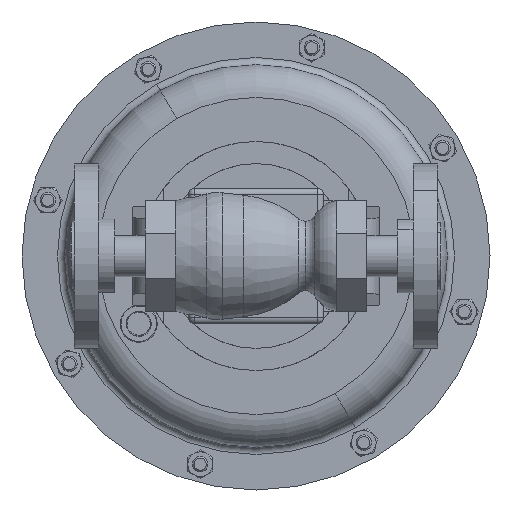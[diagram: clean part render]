
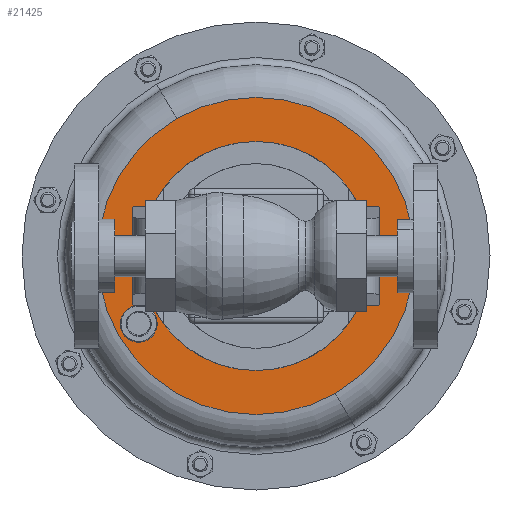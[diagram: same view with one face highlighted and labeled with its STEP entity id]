
A CAD part, front view. The second image highlights one B-rep face of the part: STEP entity #21425.
In plain terms, the highlighted planar face has unit normal (0, -1, 0).
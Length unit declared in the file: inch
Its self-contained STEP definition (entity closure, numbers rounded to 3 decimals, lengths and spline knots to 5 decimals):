
#194 = DIRECTION ( 'NONE',  ( 0., 0., -1. ) ) ;
#233 = CIRCLE ( 'NONE', #6042, 0.375 ) ;
#1043 = CARTESIAN_POINT ( 'NONE',  ( -2.39463, 7.835, -1.00023 ) ) ;
#1357 = DIRECTION ( 'NONE',  ( 0.035, 0., -0.999 ) ) ;
#1644 = FACE_BOUND ( 'NONE', #7603, .T. ) ;
#2484 = EDGE_CURVE ( 'NONE', #17806, #2622, #12274, .T. ) ;
#2622 = VERTEX_POINT ( 'NONE', #9482 ) ;
#3782 = DIRECTION ( 'NONE',  ( 0., 0., -1. ) ) ;
#4964 = DIRECTION ( 'NONE',  ( 0., 1., 0. ) ) ;
#5025 = DIRECTION ( 'NONE',  ( 0.5, 0., -0.866 ) ) ;
#5272 = DIRECTION ( 'NONE',  ( 0., 1., 0. ) ) ;
#5602 = DIRECTION ( 'NONE',  ( 0., 1., 0. ) ) ;
#5803 = ORIENTED_EDGE ( 'NONE', *, *, #21771, .T. ) ;
#6042 = AXIS2_PLACEMENT_3D ( 'NONE', #15908, #4964, #17764 ) ;
#7171 = DIRECTION ( 'NONE',  ( 0., -1., 0. ) ) ;
#7497 = EDGE_LOOP ( 'NONE', ( #16606, #5803 ) ) ;
#7603 = EDGE_LOOP ( 'NONE', ( #20143, #15298 ) ) ;
#7710 = AXIS2_PLACEMENT_3D ( 'NONE', #23611, #7171, #20004 ) ;
#8614 = CARTESIAN_POINT ( 'NONE',  ( 0., 7.835, 0. ) ) ;
#9481 = AXIS2_PLACEMENT_3D ( 'NONE', #8614, #5272, #5025 ) ;
#9482 = CARTESIAN_POINT ( 'NONE',  ( 1.6095, 7.835, -2.78774 ) ) ;
#9488 = DIRECTION ( 'NONE',  ( 0., 1., 0. ) ) ;
#9943 = VERTEX_POINT ( 'NONE', #18322 ) ;
#10504 = AXIS2_PLACEMENT_3D ( 'NONE', #20474, #9488, #22309 ) ;
#10757 = FACE_OUTER_BOUND ( 'NONE', #15696, .T. ) ;
#11067 = DIRECTION ( 'NONE',  ( 0., 1., 0. ) ) ;
#11228 = CIRCLE ( 'NONE', #14035, 2.325 ) ;
#12199 = EDGE_CURVE ( 'NONE', #9943, #15966, #11228, .T. ) ;
#12238 = DIRECTION ( 'NONE',  ( 0., 1., 0. ) ) ;
#12274 = CIRCLE ( 'NONE', #9481, 3.219 ) ;
#13919 = CIRCLE ( 'NONE', #17391, 0.375 ) ;
#14035 = AXIS2_PLACEMENT_3D ( 'NONE', #16573, #5602, #3782 ) ;
#14346 = VERTEX_POINT ( 'NONE', #14808 ) ;
#14424 = CIRCLE ( 'NONE', #10504, 3.219 ) ;
#14808 = CARTESIAN_POINT ( 'NONE',  ( -2.36851, 7.835, -1.74977 ) ) ;
#15298 = ORIENTED_EDGE ( 'NONE', *, *, #17758, .T. ) ;
#15563 = ORIENTED_EDGE ( 'NONE', *, *, #2484, .F. ) ;
#15696 = EDGE_LOOP ( 'NONE', ( #23063, #15563 ) ) ;
#15740 = CIRCLE ( 'NONE', #23622, 2.325 ) ;
#15908 = CARTESIAN_POINT ( 'NONE',  ( -2.38157, 7.835, -1.375 ) ) ;
#15966 = VERTEX_POINT ( 'NONE', #20882 ) ;
#16573 = CARTESIAN_POINT ( 'NONE',  ( 0., 7.835, 0. ) ) ;
#16606 = ORIENTED_EDGE ( 'NONE', *, *, #20317, .T. ) ;
#17391 = AXIS2_PLACEMENT_3D ( 'NONE', #23211, #12238, #1357 ) ;
#17758 = EDGE_CURVE ( 'NONE', #15966, #9943, #15740, .T. ) ;
#17764 = DIRECTION ( 'NONE',  ( 0.035, 0., -0.999 ) ) ;
#17806 = VERTEX_POINT ( 'NONE', #20362 ) ;
#18167 = PLANE ( 'NONE',  #7710 ) ;
#18322 = CARTESIAN_POINT ( 'NONE',  ( 0., 7.835, -2.325 ) ) ;
#20004 = DIRECTION ( 'NONE',  ( -0.5, 0., 0.866 ) ) ;
#20143 = ORIENTED_EDGE ( 'NONE', *, *, #12199, .T. ) ;
#20317 = EDGE_CURVE ( 'NONE', #14346, #22431, #13919, .T. ) ;
#20362 = CARTESIAN_POINT ( 'NONE',  ( -1.6095, 7.835, 2.78774 ) ) ;
#20474 = CARTESIAN_POINT ( 'NONE',  ( 0., 7.835, 0. ) ) ;
#20515 = FACE_BOUND ( 'NONE', #7497, .T. ) ;
#20882 = CARTESIAN_POINT ( 'NONE',  ( 0., 7.835, 2.325 ) ) ;
#21425 = ADVANCED_FACE ( 'NONE', ( #1644, #10757, #20515 ), #18167, .T. ) ;
#21771 = EDGE_CURVE ( 'NONE', #22431, #14346, #233, .T. ) ;
#22040 = CARTESIAN_POINT ( 'NONE',  ( 0., 7.835, 0. ) ) ;
#22058 = EDGE_CURVE ( 'NONE', #2622, #17806, #14424, .T. ) ;
#22309 = DIRECTION ( 'NONE',  ( 0.5, 0., -0.866 ) ) ;
#22431 = VERTEX_POINT ( 'NONE', #1043 ) ;
#23063 = ORIENTED_EDGE ( 'NONE', *, *, #22058, .F. ) ;
#23211 = CARTESIAN_POINT ( 'NONE',  ( -2.38157, 7.835, -1.375 ) ) ;
#23611 = CARTESIAN_POINT ( 'NONE',  ( -2.78774, 7.835, -1.6095 ) ) ;
#23622 = AXIS2_PLACEMENT_3D ( 'NONE', #22040, #11067, #194 ) ;
